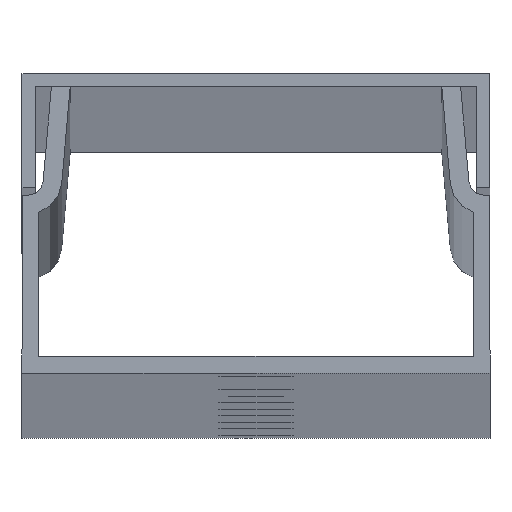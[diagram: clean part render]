
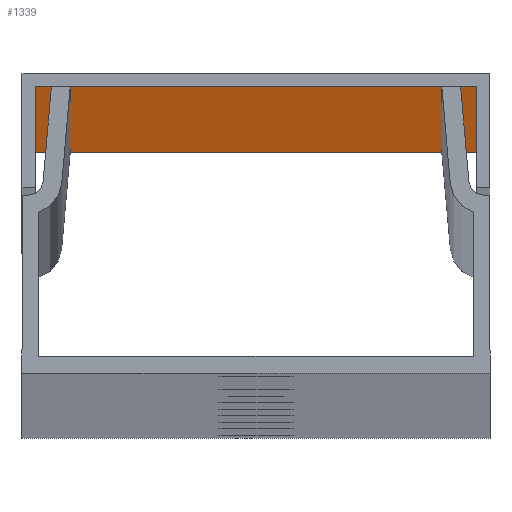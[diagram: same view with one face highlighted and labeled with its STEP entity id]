
A CAD part, top view. The second image highlights one B-rep face of the part: STEP entity #1339.
In plain terms, the highlighted planar face has unit normal (0, -1, 0).
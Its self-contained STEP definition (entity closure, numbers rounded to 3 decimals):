
#16 = EDGE_LOOP ( 'NONE', ( #1535, #447, #502, #381 ) ) ;
#83 = VECTOR ( 'NONE', #618, 1000. ) ;
#146 = VECTOR ( 'NONE', #1586, 1000. ) ;
#258 = EDGE_CURVE ( 'NONE', #1378, #347, #1696, .T. ) ;
#329 = VERTEX_POINT ( 'NONE', #1542 ) ;
#347 = VERTEX_POINT ( 'NONE', #1276 ) ;
#381 = ORIENTED_EDGE ( 'NONE', *, *, #1693, .T. ) ;
#388 = CARTESIAN_POINT ( 'NONE',  ( -11.8, 15.3, -1000. ) ) ;
#412 = VECTOR ( 'NONE', #1529, 1000. ) ;
#437 = DIRECTION ( 'NONE',  ( 0., -1., 0. ) ) ;
#447 = ORIENTED_EDGE ( 'NONE', *, *, #635, .F. ) ;
#502 = ORIENTED_EDGE ( 'NONE', *, *, #258, .F. ) ;
#618 = DIRECTION ( 'NONE',  ( 1., 0., 0. ) ) ;
#635 = EDGE_CURVE ( 'NONE', #347, #329, #1575, .T. ) ;
#660 = LINE ( 'NONE', #1114, #412 ) ;
#695 = VERTEX_POINT ( 'NONE', #968 ) ;
#746 = CARTESIAN_POINT ( 'NONE',  ( 11.5, 15.3, 1000. ) ) ;
#873 = PLANE ( 'NONE',  #1142 ) ;
#968 = CARTESIAN_POINT ( 'NONE',  ( 11.8, 15.3, -1000. ) ) ;
#1051 = CARTESIAN_POINT ( 'NONE',  ( -11.8, 15.3, -1000. ) ) ;
#1114 = CARTESIAN_POINT ( 'NONE',  ( 11.8, 15.3, -1000. ) ) ;
#1123 = LINE ( 'NONE', #1686, #83 ) ;
#1142 = AXIS2_PLACEMENT_3D ( 'NONE', #1194, #437, #1505 ) ;
#1194 = CARTESIAN_POINT ( 'NONE',  ( 11.5, 15.3, -1000. ) ) ;
#1196 = DIRECTION ( 'NONE',  ( 1., 0., 0. ) ) ;
#1276 = CARTESIAN_POINT ( 'NONE',  ( -11.8, 15.3, 1000. ) ) ;
#1339 = ADVANCED_FACE ( 'NONE', ( #1557 ), #873, .T. ) ;
#1378 = VERTEX_POINT ( 'NONE', #388 ) ;
#1454 = EDGE_CURVE ( 'NONE', #695, #329, #660, .T. ) ;
#1505 = DIRECTION ( 'NONE',  ( 1., 0., 0. ) ) ;
#1529 = DIRECTION ( 'NONE',  ( 0., 0., 1. ) ) ;
#1535 = ORIENTED_EDGE ( 'NONE', *, *, #1454, .T. ) ;
#1542 = CARTESIAN_POINT ( 'NONE',  ( 11.8, 15.3, 1000. ) ) ;
#1557 = FACE_OUTER_BOUND ( 'NONE', #16, .T. ) ;
#1575 = LINE ( 'NONE', #746, #1618 ) ;
#1586 = DIRECTION ( 'NONE',  ( 0., 0., 1. ) ) ;
#1618 = VECTOR ( 'NONE', #1196, 1000. ) ;
#1686 = CARTESIAN_POINT ( 'NONE',  ( -11.8, 15.3, -1000. ) ) ;
#1693 = EDGE_CURVE ( 'NONE', #1378, #695, #1123, .T. ) ;
#1696 = LINE ( 'NONE', #1051, #146 ) ;
